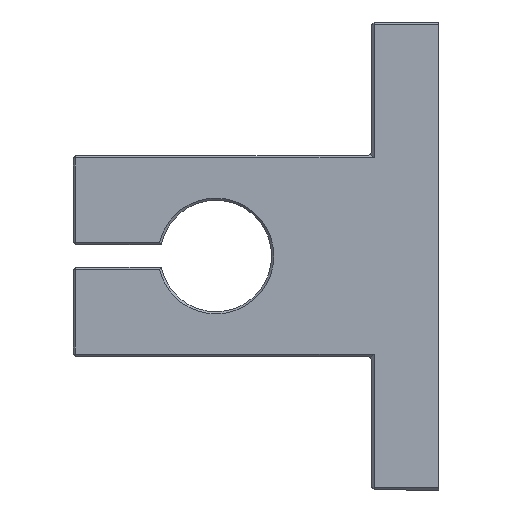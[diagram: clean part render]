
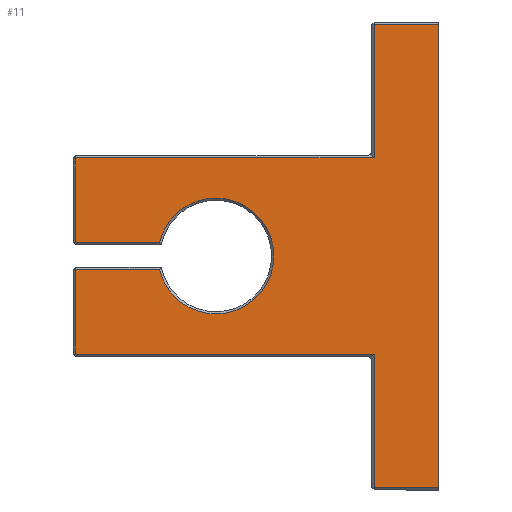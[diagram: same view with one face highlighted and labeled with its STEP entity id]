
A CAD part, left-side view. The second image highlights one B-rep face of the part: STEP entity #11.
In plain terms, the highlighted planar face has unit normal (-1, 0, 0).
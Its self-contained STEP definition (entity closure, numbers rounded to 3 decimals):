
#11 = ADVANCED_FACE ( 'NONE', ( #1107 ), #308, .F. ) ;
#73 = LINE ( 'NONE', #720, #80 ) ;
#80 = VECTOR ( 'NONE', #721, 1000. ) ;
#94 = LINE ( 'NONE', #827, #99 ) ;
#99 = VECTOR ( 'NONE', #826, 1000. ) ;
#103 = LINE ( 'NONE', #825, #104 ) ;
#104 = VECTOR ( 'NONE', #824, 1000. ) ;
#110 = CIRCLE ( 'NONE', #1703, 5.2 ) ;
#168 = CARTESIAN_POINT ( 'NONE',  ( -7., 5.8, -21. ) ) ;
#170 = DIRECTION ( 'NONE',  ( 0., 0., -1. ) ) ;
#302 = DIRECTION ( 'NONE',  ( 0., 0., -1. ) ) ;
#303 = DIRECTION ( 'NONE',  ( 1., 0., 0. ) ) ;
#308 = PLANE ( 'NONE',  #1512 ) ;
#309 = CARTESIAN_POINT ( 'NONE',  ( -7., 20., 0. ) ) ;
#343 = VERTEX_POINT ( 'NONE', #526 ) ;
#344 = VERTEX_POINT ( 'NONE', #426 ) ;
#345 = VERTEX_POINT ( 'NONE', #514 ) ;
#348 = VERTEX_POINT ( 'NONE', #623 ) ;
#356 = VERTEX_POINT ( 'NONE', #729 ) ;
#357 = VERTEX_POINT ( 'NONE', #507 ) ;
#362 = VERTEX_POINT ( 'NONE', #614 ) ;
#363 = VERTEX_POINT ( 'NONE', #427 ) ;
#364 = VERTEX_POINT ( 'NONE', #620 ) ;
#372 = VERTEX_POINT ( 'NONE', #610 ) ;
#394 = VERTEX_POINT ( 'NONE', #867 ) ;
#402 = VERTEX_POINT ( 'NONE', #857 ) ;
#426 = CARTESIAN_POINT ( 'NONE',  ( -7., 25.06, -1.2 ) ) ;
#427 = CARTESIAN_POINT ( 'NONE',  ( -7., 32.6, 1.2 ) ) ;
#507 = CARTESIAN_POINT ( 'NONE',  ( -7., 0., 20.8 ) ) ;
#514 = CARTESIAN_POINT ( 'NONE',  ( -7., 5.8, 8.8 ) ) ;
#526 = CARTESIAN_POINT ( 'NONE',  ( -7., 5.8, 20.8 ) ) ;
#556 = CARTESIAN_POINT ( 'NONE',  ( -7., 0., 21. ) ) ;
#557 = DIRECTION ( 'NONE',  ( 0., 0., -1. ) ) ;
#610 = CARTESIAN_POINT ( 'NONE',  ( -7., 32.6, -8.8 ) ) ;
#614 = CARTESIAN_POINT ( 'NONE',  ( -7., 5.8, -20.8 ) ) ;
#620 = CARTESIAN_POINT ( 'NONE',  ( -7., 0., -20.8 ) ) ;
#623 = CARTESIAN_POINT ( 'NONE',  ( -7., 32.6, 8.8 ) ) ;
#654 = CARTESIAN_POINT ( 'NONE',  ( -7., 32.6, -9. ) ) ;
#695 = DIRECTION ( 'NONE',  ( 0., -1., 0. ) ) ;
#696 = CARTESIAN_POINT ( 'NONE',  ( -7., 6., -8.8 ) ) ;
#720 = CARTESIAN_POINT ( 'NONE',  ( -7., 32.8, -1.2 ) ) ;
#721 = DIRECTION ( 'NONE',  ( 0., 1., 0. ) ) ;
#729 = CARTESIAN_POINT ( 'NONE',  ( -7., 5.8, -8.8 ) ) ;
#817 = DIRECTION ( 'NONE',  ( 0., 0., -1. ) ) ;
#818 = DIRECTION ( 'NONE',  ( 1., 0., 0. ) ) ;
#820 = CARTESIAN_POINT ( 'NONE',  ( -7., 20., 0. ) ) ;
#824 = DIRECTION ( 'NONE',  ( 0., -1., 0. ) ) ;
#825 = CARTESIAN_POINT ( 'NONE',  ( -7., 24.899, 1.2 ) ) ;
#826 = DIRECTION ( 'NONE',  ( 0., 1., 0. ) ) ;
#827 = CARTESIAN_POINT ( 'NONE',  ( -7., 6., 20.8 ) ) ;
#857 = CARTESIAN_POINT ( 'NONE',  ( -7., 25.06, 1.2 ) ) ;
#867 = CARTESIAN_POINT ( 'NONE',  ( -7., 32.6, -1.2 ) ) ;
#870 = DIRECTION ( 'NONE',  ( 0., 0., -1. ) ) ;
#876 = CARTESIAN_POINT ( 'NONE',  ( -7., 32.8, 8.8 ) ) ;
#877 = DIRECTION ( 'NONE',  ( 0., 1., 0. ) ) ;
#878 = CARTESIAN_POINT ( 'NONE',  ( -7., 5.8, 9. ) ) ;
#879 = DIRECTION ( 'NONE',  ( 0., 0., -1. ) ) ;
#880 = CARTESIAN_POINT ( 'NONE',  ( -7., 32.6, 1. ) ) ;
#884 = DIRECTION ( 'NONE',  ( 0., 0., -1. ) ) ;
#888 = DIRECTION ( 'NONE',  ( 0., -1., 0. ) ) ;
#889 = CARTESIAN_POINT ( 'NONE',  ( -7., 0., -20.8 ) ) ;
#943 = VECTOR ( 'NONE', #557, 1000. ) ;
#952 = LINE ( 'NONE', #556, #943 ) ;
#1034 = ORIENTED_EDGE ( 'NONE', *, *, #1615, .T. ) ;
#1047 = ORIENTED_EDGE ( 'NONE', *, *, #1573, .T. ) ;
#1064 = ORIENTED_EDGE ( 'NONE', *, *, #1680, .T. ) ;
#1077 = ORIENTED_EDGE ( 'NONE', *, *, #1625, .T. ) ;
#1082 = ORIENTED_EDGE ( 'NONE', *, *, #1674, .T. ) ;
#1095 = ORIENTED_EDGE ( 'NONE', *, *, #1673, .T. ) ;
#1103 = ORIENTED_EDGE ( 'NONE', *, *, #1545, .T. ) ;
#1104 = ORIENTED_EDGE ( 'NONE', *, *, #1624, .T. ) ;
#1105 = ORIENTED_EDGE ( 'NONE', *, *, #1626, .T. ) ;
#1107 = FACE_OUTER_BOUND ( 'NONE', #1352, .T. ) ;
#1117 = ORIENTED_EDGE ( 'NONE', *, *, #1644, .T. ) ;
#1149 = ORIENTED_EDGE ( 'NONE', *, *, #1621, .T. ) ;
#1180 = ORIENTED_EDGE ( 'NONE', *, *, #1504, .F. ) ;
#1352 = EDGE_LOOP ( 'NONE', ( #1103, #1104, #1180, #1095, #1105, #1149, #1077, #1082, #1064, #1117, #1034, #1047 ) ) ;
#1430 = VECTOR ( 'NONE', #695, 1000. ) ;
#1431 = LINE ( 'NONE', #696, #1430 ) ;
#1436 = VECTOR ( 'NONE', #170, 1000. ) ;
#1446 = LINE ( 'NONE', #168, #1436 ) ;
#1504 = EDGE_CURVE ( 'NONE', #357, #364, #952, .T. ) ;
#1512 = AXIS2_PLACEMENT_3D ( 'NONE', #309, #303, #302 ) ;
#1545 = EDGE_CURVE ( 'NONE', #356, #362, #1446, .T. ) ;
#1573 = EDGE_CURVE ( 'NONE', #372, #356, #1431, .T. ) ;
#1615 = EDGE_CURVE ( 'NONE', #394, #372, #1755, .T. ) ;
#1621 = EDGE_CURVE ( 'NONE', #345, #348, #1754, .T. ) ;
#1624 = EDGE_CURVE ( 'NONE', #362, #364, #1726, .T. ) ;
#1625 = EDGE_CURVE ( 'NONE', #348, #363, #1749, .T. ) ;
#1626 = EDGE_CURVE ( 'NONE', #343, #345, #1756, .T. ) ;
#1644 = EDGE_CURVE ( 'NONE', #344, #394, #73, .T. ) ;
#1673 = EDGE_CURVE ( 'NONE', #357, #343, #94, .T. ) ;
#1674 = EDGE_CURVE ( 'NONE', #363, #402, #103, .T. ) ;
#1680 = EDGE_CURVE ( 'NONE', #402, #344, #110, .T. ) ;
#1703 = AXIS2_PLACEMENT_3D ( 'NONE', #820, #818, #817 ) ;
#1725 = VECTOR ( 'NONE', #888, 1000. ) ;
#1726 = LINE ( 'NONE', #889, #1725 ) ;
#1728 = VECTOR ( 'NONE', #877, 1000. ) ;
#1730 = VECTOR ( 'NONE', #870, 1000. ) ;
#1735 = VECTOR ( 'NONE', #884, 1000. ) ;
#1740 = VECTOR ( 'NONE', #879, 1000. ) ;
#1749 = LINE ( 'NONE', #880, #1740 ) ;
#1754 = LINE ( 'NONE', #876, #1728 ) ;
#1755 = LINE ( 'NONE', #654, #1730 ) ;
#1756 = LINE ( 'NONE', #878, #1735 ) ;
